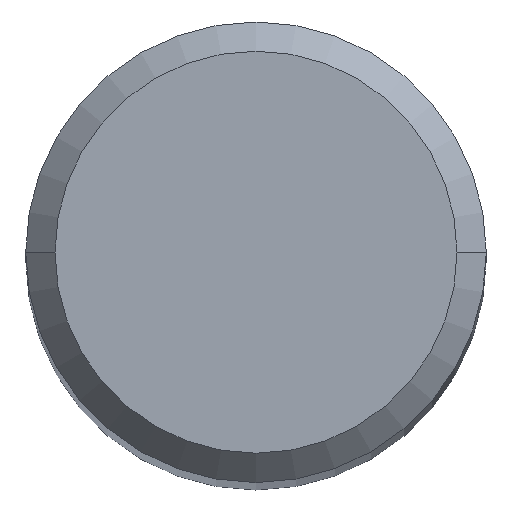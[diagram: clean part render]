
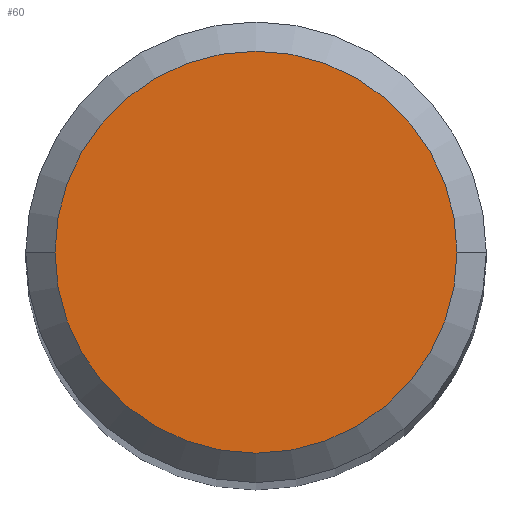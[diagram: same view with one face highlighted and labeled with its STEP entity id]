
A CAD part, top view. The second image highlights one B-rep face of the part: STEP entity #60.
In plain terms, the highlighted planar face has unit normal (0, 0, 1).
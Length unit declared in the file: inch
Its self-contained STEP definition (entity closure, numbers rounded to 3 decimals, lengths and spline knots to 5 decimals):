
#4 = CARTESIAN_POINT ( 'NONE',  ( 0., 0., 3.93701 ) ) ;
#28 = DIRECTION ( 'NONE',  ( 0., 0., 1. ) ) ;
#29 = PLANE ( 'NONE',  #119 ) ;
#53 = CARTESIAN_POINT ( 'NONE',  ( 0., 0., 3.93701 ) ) ;
#60 = ADVANCED_FACE ( 'NONE', ( #317 ), #29, .T. ) ;
#68 = CARTESIAN_POINT ( 'NONE',  ( -0.10311, 0., 3.93701 ) ) ;
#69 = VERTEX_POINT ( 'NONE', #265 ) ;
#83 = AXIS2_PLACEMENT_3D ( 'NONE', #256, #147, #186 ) ;
#105 = DIRECTION ( 'NONE',  ( 1., 0., 0. ) ) ;
#113 = EDGE_CURVE ( 'NONE', #69, #309, #313, .T. ) ;
#119 = AXIS2_PLACEMENT_3D ( 'NONE', #4, #324, #105 ) ;
#131 = DIRECTION ( 'NONE',  ( 1., 0., 0. ) ) ;
#147 = DIRECTION ( 'NONE',  ( 0., 0., 1. ) ) ;
#183 = EDGE_LOOP ( 'NONE', ( #230, #284 ) ) ;
#186 = DIRECTION ( 'NONE',  ( 1., 0., 0. ) ) ;
#211 = CIRCLE ( 'NONE', #83, 0.10311 ) ;
#230 = ORIENTED_EDGE ( 'NONE', *, *, #249, .T. ) ;
#244 = AXIS2_PLACEMENT_3D ( 'NONE', #53, #28, #131 ) ;
#249 = EDGE_CURVE ( 'NONE', #309, #69, #211, .T. ) ;
#256 = CARTESIAN_POINT ( 'NONE',  ( 0., 0., 3.93701 ) ) ;
#265 = CARTESIAN_POINT ( 'NONE',  ( 0.10311, 0., 3.93701 ) ) ;
#284 = ORIENTED_EDGE ( 'NONE', *, *, #113, .T. ) ;
#309 = VERTEX_POINT ( 'NONE', #68 ) ;
#313 = CIRCLE ( 'NONE', #244, 0.10311 ) ;
#317 = FACE_OUTER_BOUND ( 'NONE', #183, .T. ) ;
#324 = DIRECTION ( 'NONE',  ( 0., 0., 1. ) ) ;
